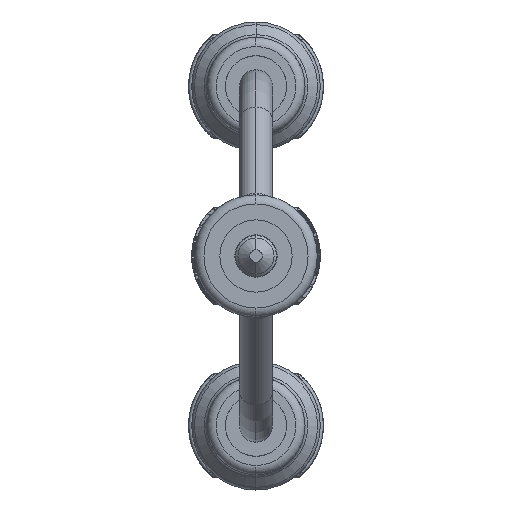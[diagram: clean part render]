
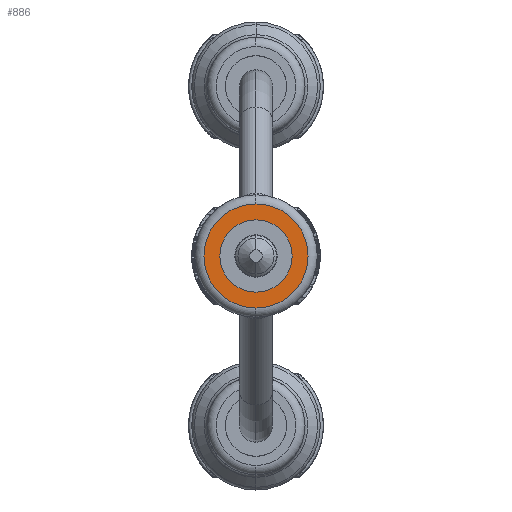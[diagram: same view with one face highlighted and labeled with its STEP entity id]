
A CAD part, left-side view. The second image highlights one B-rep face of the part: STEP entity #886.
In plain terms, the highlighted face is planar.
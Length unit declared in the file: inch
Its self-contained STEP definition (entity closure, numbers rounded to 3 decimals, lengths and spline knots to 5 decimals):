
#886 = ADVANCED_FACE ( 'NONE', ( #37450 ), #37418, .F. ) ;
#888 = ORIENTED_EDGE ( 'NONE', *, *, #28908, .T. ) ;
#889 = EDGE_CURVE ( 'NONE', #28444, #28409, #37392, .T. ) ;
#900 = ORIENTED_EDGE ( 'NONE', *, *, #889, .T. ) ;
#906 = EDGE_LOOP ( 'NONE', ( #900, #888 ) ) ;
#21620 = CARTESIAN_POINT ( 'NONE',  ( -0.17, 0., 0. ) ) ;
#21634 = CARTESIAN_POINT ( 'NONE',  ( 0.17, 0., 0. ) ) ;
#21666 = AXIS2_PLACEMENT_3D ( 'NONE', #21694, #21675, #21674 ) ;
#21674 = DIRECTION ( 'NONE',  ( -1., 0., 0. ) ) ;
#21675 = DIRECTION ( 'NONE',  ( 0., 0., 1. ) ) ;
#21686 = CIRCLE ( 'NONE', #21666, 0.17 ) ;
#21694 = CARTESIAN_POINT ( 'NONE',  ( 0., 0., 0. ) ) ;
#28409 = VERTEX_POINT ( 'NONE', #21634 ) ;
#28444 = VERTEX_POINT ( 'NONE', #21620 ) ;
#28908 = EDGE_CURVE ( 'NONE', #28409, #28444, #21686, .T. ) ;
#37392 = CIRCLE ( 'NONE', #37435, 0.17 ) ;
#37393 = CARTESIAN_POINT ( 'NONE',  ( 0.2, 0., 0. ) ) ;
#37401 = AXIS2_PLACEMENT_3D ( 'NONE', #37393, #37433, #37432 ) ;
#37418 = PLANE ( 'NONE',  #37401 ) ;
#37427 = DIRECTION ( 'NONE',  ( -1., 0., 0. ) ) ;
#37428 = DIRECTION ( 'NONE',  ( 0., 0., 1. ) ) ;
#37429 = CARTESIAN_POINT ( 'NONE',  ( 0., 0., 0. ) ) ;
#37432 = DIRECTION ( 'NONE',  ( -1., 0., 0. ) ) ;
#37433 = DIRECTION ( 'NONE',  ( 0., 0., -1. ) ) ;
#37435 = AXIS2_PLACEMENT_3D ( 'NONE', #37429, #37428, #37427 ) ;
#37450 = FACE_OUTER_BOUND ( 'NONE', #906, .T. ) ;
